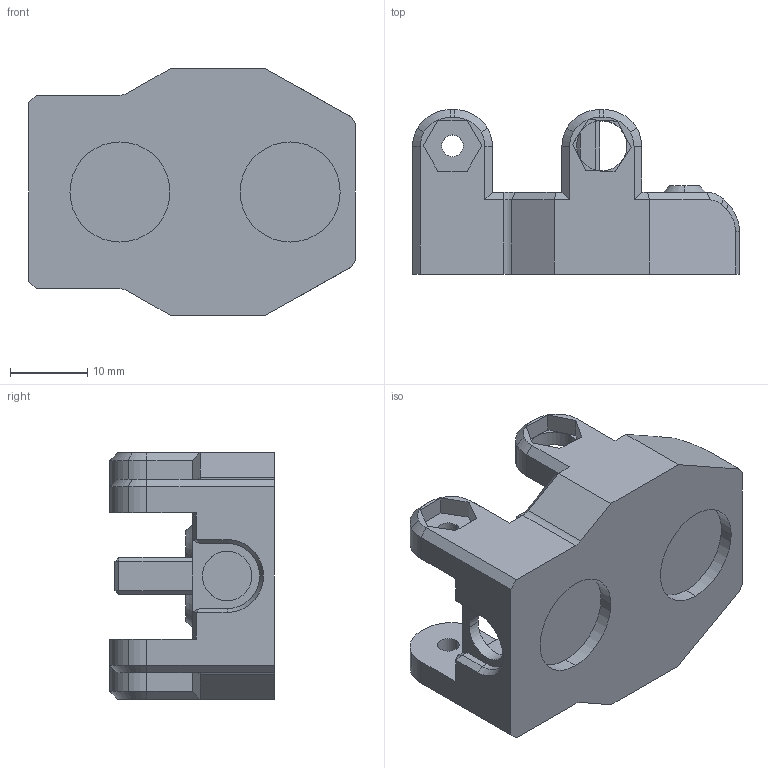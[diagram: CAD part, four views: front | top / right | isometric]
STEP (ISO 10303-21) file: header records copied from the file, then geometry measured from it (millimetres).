
FILE_DESCRIPTION (( 'STEP AP214' ), '1' );
FILE_NAME ('case^iambic_paddle.STEP', '2025-03-25T01:55:09', ( '' ), ( '' ), 'SwSTEP 2.0', 'SolidWorks 2024', '' );
FILE_SCHEMA (( 'AUTOMOTIVE_DESIGN' ));
Length unit declared in the file: millimetre
Products named in the file (1): case^iambic_paddle
Bounding box: 42.26 x 21.26 x 31.85 mm (x, y, z)
Volume: 11249.3 mm3; surface area: 5707.3 mm2
Topology: 1 solids, 1 shells, 199 faces, 486 edges, 299 vertices
Faces by surface type: plane 119, cylinder 48, cone 24, torus 4, bspline 4
Entity records: 5949 total; most frequent: CARTESIAN_POINT 1209, DIRECTION 977, ORIENTED_EDGE 972, EDGE_CURVE 486, VECTOR 337, LINE 337, AXIS2_PLACEMENT_3D 320, VERTEX_POINT 299
